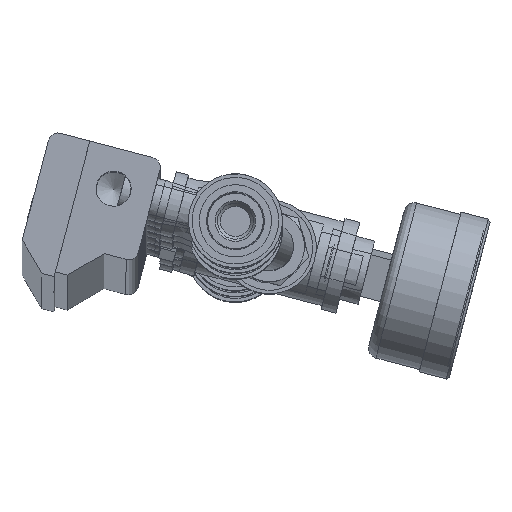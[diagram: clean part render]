
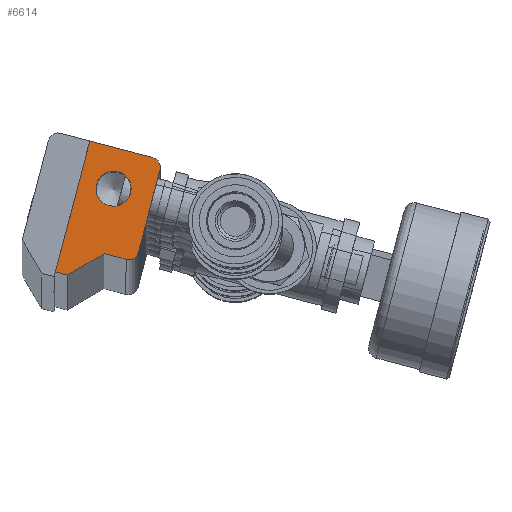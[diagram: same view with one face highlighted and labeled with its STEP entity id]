
A CAD part, top view. The second image highlights one B-rep face of the part: STEP entity #6614.
In plain terms, the highlighted planar face has unit normal (0, 0.002, 1).
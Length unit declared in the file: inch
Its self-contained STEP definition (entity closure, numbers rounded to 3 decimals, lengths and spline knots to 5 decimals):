
#467=LINE($,#10529,#569);
#471=LINE($,#10911,#573);
#475=LINE($,#10919,#577);
#478=LINE($,#10925,#580);
#481=LINE($,#10931,#583);
#485=LINE($,#10945,#587);
#569=VECTOR($,#8224,1.0625);
#573=VECTOR($,#8710,0.53033);
#577=VECTOR($,#8716,0.15625);
#580=VECTOR($,#8721,1.6875);
#583=VECTOR($,#8726,0.8125);
#587=VECTOR($,#8744,0.28125);
#678=PLANE($,#7298);
#1076=FACE_BOUND($,#2504,.T.);
#1077=FACE_BOUND($,#2505,.T.);
#2504=EDGE_LOOP($,(#5437));
#2505=EDGE_LOOP($,(#5438,#5439,#5440,#5441,#5442,#5443,#5444,#5445));
#3236=CIRCLE($,#7004,0.21875);
#3403=CIRCLE($,#7291,0.125);
#3405=CIRCLE($,#7294,0.125);
#3762=VERTEX_POINT($,#10449);
#3798=VERTEX_POINT($,#10527);
#3799=VERTEX_POINT($,#10528);
#3935=VERTEX_POINT($,#10909);
#3936=VERTEX_POINT($,#10910);
#3939=VERTEX_POINT($,#10918);
#3941=VERTEX_POINT($,#10924);
#3943=VERTEX_POINT($,#10930);
#3945=VERTEX_POINT($,#10939);
#4373=EDGE_CURVE($,#3762,#3762,#3236,.T.);
#4409=EDGE_CURVE($,#3798,#3799,#467,.T.);
#4546=EDGE_CURVE($,#3935,#3936,#471,.T.);
#4550=EDGE_CURVE($,#3936,#3939,#475,.T.);
#4553=EDGE_CURVE($,#3939,#3941,#478,.T.);
#4556=EDGE_CURVE($,#3941,#3943,#481,.T.);
#4559=EDGE_CURVE($,#3943,#3798,#3403,.T.);
#4561=EDGE_CURVE($,#3799,#3945,#3405,.T.);
#4564=EDGE_CURVE($,#3945,#3935,#485,.T.);
#5437=ORIENTED_EDGE($,*,*,#4373,.T.);
#5438=ORIENTED_EDGE($,*,*,#4546,.F.);
#5439=ORIENTED_EDGE($,*,*,#4564,.F.);
#5440=ORIENTED_EDGE($,*,*,#4561,.F.);
#5441=ORIENTED_EDGE($,*,*,#4409,.F.);
#5442=ORIENTED_EDGE($,*,*,#4559,.F.);
#5443=ORIENTED_EDGE($,*,*,#4556,.F.);
#5444=ORIENTED_EDGE($,*,*,#4553,.F.);
#5445=ORIENTED_EDGE($,*,*,#4550,.F.);
#6614=ADVANCED_FACE($,(#1076,#1077),#678,.T.);
#7004=AXIS2_PLACEMENT_3D($,#10450,#8140,#8141);
#7291=AXIS2_PLACEMENT_3D($,#10936,#8731,#8732);
#7294=AXIS2_PLACEMENT_3D($,#10940,#8737,#8738);
#7298=AXIS2_PLACEMENT_3D($,#10948,#8748,#8749);
#8140=DIRECTION('center_axis',(0.,0.,-1.));
#8141=DIRECTION('ref_axis',(1.,0.,0.));
#8224=DIRECTION($,(0.,-1.,0.));
#8710=DIRECTION($,(-0.707,-0.707,0.));
#8716=DIRECTION($,(-1.,0.,0.));
#8721=DIRECTION($,(0.,1.,0.));
#8726=DIRECTION($,(1.,0.,0.));
#8731=DIRECTION('center_axis',(0.,0.,-1.));
#8732=DIRECTION('ref_axis',(1.,0.,0.));
#8737=DIRECTION('center_axis',(0.,0.,-1.));
#8738=DIRECTION('ref_axis',(0.,-1.,0.));
#8744=DIRECTION($,(-1.,0.,0.));
#8748=DIRECTION('center_axis',(0.,0.,1.));
#8749=DIRECTION('ref_axis',(1.,0.,0.));
#10449=CARTESIAN_POINT('',(0.625,0.8125,108.));
#10450=CARTESIAN_POINT('Origin',(0.40625,0.8125,108.));
#10527=CARTESIAN_POINT('',(0.90625,1.1875,108.));
#10528=CARTESIAN_POINT('',(0.90625,0.125,108.));
#10529=CARTESIAN_POINT($,(0.90625,0.125,108.));
#10909=CARTESIAN_POINT('',(0.5,0.,108.));
#10910=CARTESIAN_POINT('',(0.125,-0.375,108.));
#10911=CARTESIAN_POINT($,(0.125,-0.375,108.));
#10918=CARTESIAN_POINT('',(-0.03125,-0.375,108.));
#10919=CARTESIAN_POINT($,(-0.03125,-0.375,108.));
#10924=CARTESIAN_POINT('',(-0.03125,1.3125,108.));
#10925=CARTESIAN_POINT($,(-0.03125,1.3125,108.));
#10930=CARTESIAN_POINT('',(0.78125,1.3125,108.));
#10931=CARTESIAN_POINT($,(0.78125,1.3125,108.));
#10936=CARTESIAN_POINT('Origin',(0.78125,1.1875,108.));
#10939=CARTESIAN_POINT('',(0.78125,0.,108.));
#10940=CARTESIAN_POINT('Origin',(0.78125,0.125,108.));
#10945=CARTESIAN_POINT($,(0.5,0.,108.));
#10948=CARTESIAN_POINT('Origin',(0.38705,0.53917,108.));
